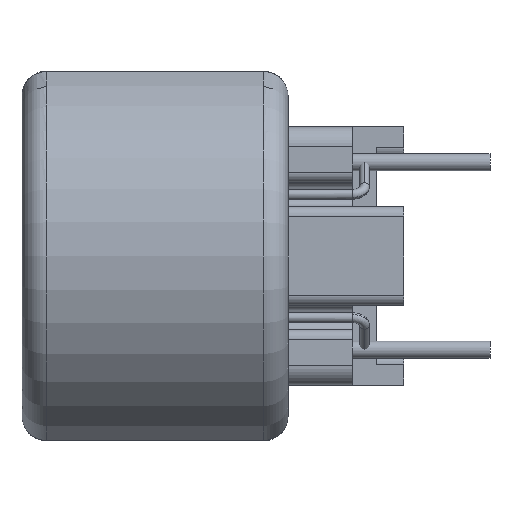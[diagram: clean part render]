
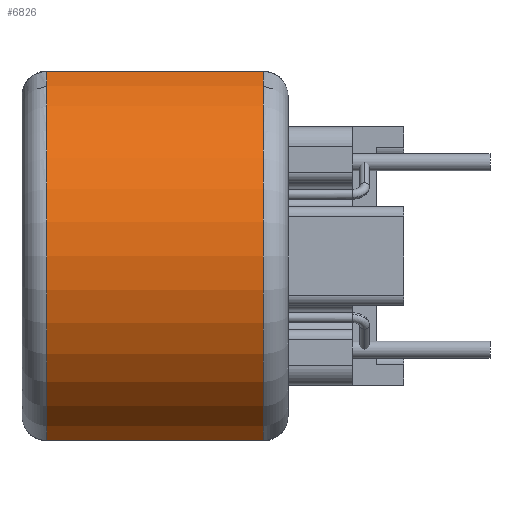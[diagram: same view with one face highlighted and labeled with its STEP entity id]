
A CAD part, left-side view. The second image highlights one B-rep face of the part: STEP entity #6826.
In plain terms, the highlighted cylindrical face has radius 8 mm (diameter 16 mm), a partial arc.
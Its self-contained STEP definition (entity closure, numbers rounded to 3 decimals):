
#93 = CARTESIAN_POINT ( 'NONE',  ( 0., -4.4, 0. ) ) ;
#290 = ORIENTED_EDGE ( 'NONE', *, *, #7060, .T. ) ;
#345 = AXIS2_PLACEMENT_3D ( 'NONE', #93, #7430, #1609 ) ;
#539 = CARTESIAN_POINT ( 'NONE',  ( -2.818, 4.4, 7.487 ) ) ;
#848 = VECTOR ( 'NONE', #3046, 1000. ) ;
#1052 = ORIENTED_EDGE ( 'NONE', *, *, #9556, .T. ) ;
#1138 = VERTEX_POINT ( 'NONE', #7545 ) ;
#1376 = DIRECTION ( 'NONE',  ( 0., 1., 0. ) ) ;
#1426 = VERTEX_POINT ( 'NONE', #8845 ) ;
#1609 = DIRECTION ( 'NONE',  ( 0., 0., 1. ) ) ;
#1731 = LINE ( 'NONE', #9618, #848 ) ;
#1944 = ORIENTED_EDGE ( 'NONE', *, *, #3875, .T. ) ;
#3046 = DIRECTION ( 'NONE',  ( 0., -1., 0. ) ) ;
#3401 = DIRECTION ( 'NONE',  ( 0., -1., 0. ) ) ;
#3437 = EDGE_LOOP ( 'NONE', ( #1052, #7742, #1944, #290 ) ) ;
#3457 = CYLINDRICAL_SURFACE ( 'NONE', #8954, 8. ) ;
#3511 = VERTEX_POINT ( 'NONE', #539 ) ;
#3875 = EDGE_CURVE ( 'NONE', #1426, #1138, #5439, .T. ) ;
#4427 = DIRECTION ( 'NONE',  ( 0., 0., -1. ) ) ;
#5001 = LINE ( 'NONE', #9533, #8792 ) ;
#5013 = CIRCLE ( 'NONE', #6497, 8. ) ;
#5052 = DIRECTION ( 'NONE',  ( 0., 0., 1. ) ) ;
#5439 = CIRCLE ( 'NONE', #345, 8. ) ;
#5914 = FACE_OUTER_BOUND ( 'NONE', #3437, .T. ) ;
#6036 = CARTESIAN_POINT ( 'NONE',  ( 0., 5.4, 0. ) ) ;
#6181 = EDGE_CURVE ( 'NONE', #7394, #1426, #1731, .T. ) ;
#6497 = AXIS2_PLACEMENT_3D ( 'NONE', #8291, #3401, #5052 ) ;
#6826 = ADVANCED_FACE ( 'NONE', ( #5914 ), #3457, .T. ) ;
#7060 = EDGE_CURVE ( 'NONE', #1138, #3511, #5001, .T. ) ;
#7394 = VERTEX_POINT ( 'NONE', #9257 ) ;
#7430 = DIRECTION ( 'NONE',  ( 0., 1., 0. ) ) ;
#7545 = CARTESIAN_POINT ( 'NONE',  ( -2.818, -4.4, 7.487 ) ) ;
#7742 = ORIENTED_EDGE ( 'NONE', *, *, #6181, .T. ) ;
#8291 = CARTESIAN_POINT ( 'NONE',  ( 0., 4.4, 0. ) ) ;
#8792 = VECTOR ( 'NONE', #1376, 1000. ) ;
#8845 = CARTESIAN_POINT ( 'NONE',  ( -2.818, -4.4, -7.487 ) ) ;
#8954 = AXIS2_PLACEMENT_3D ( 'NONE', #6036, #9215, #4427 ) ;
#9215 = DIRECTION ( 'NONE',  ( 0., -1., 0. ) ) ;
#9257 = CARTESIAN_POINT ( 'NONE',  ( -2.818, 4.4, -7.487 ) ) ;
#9533 = CARTESIAN_POINT ( 'NONE',  ( -2.818, 5.4, 7.487 ) ) ;
#9556 = EDGE_CURVE ( 'NONE', #3511, #7394, #5013, .T. ) ;
#9618 = CARTESIAN_POINT ( 'NONE',  ( -2.818, 5.4, -7.487 ) ) ;
